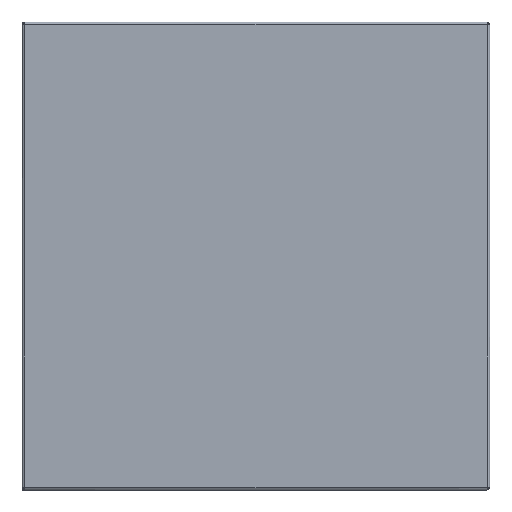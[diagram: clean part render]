
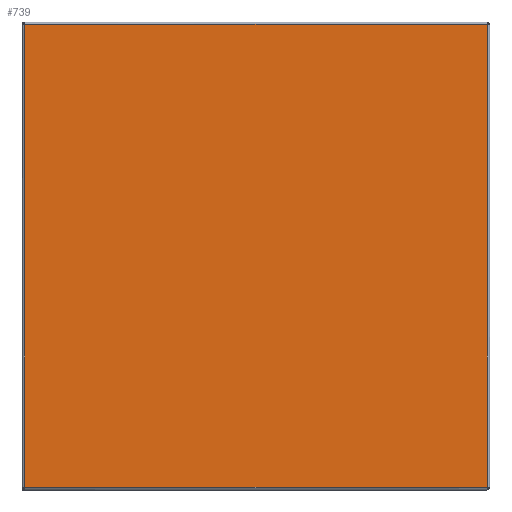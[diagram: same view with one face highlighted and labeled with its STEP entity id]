
A CAD part, top view. The second image highlights one B-rep face of the part: STEP entity #739.
In plain terms, the highlighted planar face has unit normal (0, 0, 1).
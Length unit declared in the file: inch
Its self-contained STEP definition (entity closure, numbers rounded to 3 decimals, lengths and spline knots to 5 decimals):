
#580 = LINE ( 'NONE', #2467, #12596 ) ;
#678 = DIRECTION ( 'NONE',  ( 0., 0., 1. ) ) ;
#739 = ADVANCED_FACE ( 'NONE', ( #2102 ), #4772, .T. ) ;
#884 = CARTESIAN_POINT ( 'NONE',  ( 5.08387, 0.10525, 0.074 ) ) ;
#1316 = EDGE_CURVE ( 'NONE', #11805, #7277, #580, .T. ) ;
#2102 = FACE_OUTER_BOUND ( 'NONE', #11618, .T. ) ;
#2467 = CARTESIAN_POINT ( 'NONE',  ( 15.04112, 20.01975, 0.074 ) ) ;
#3067 = ORIENTED_EDGE ( 'NONE', *, *, #12634, .T. ) ;
#4182 = VERTEX_POINT ( 'NONE', #5677 ) ;
#4772 = PLANE ( 'NONE',  #12246 ) ;
#4921 = DIRECTION ( 'NONE',  ( 0., 1., 0. ) ) ;
#5240 = VECTOR ( 'NONE', #4921, 39.37008 ) ;
#5471 = VERTEX_POINT ( 'NONE', #13348 ) ;
#5677 = CARTESIAN_POINT ( 'NONE',  ( 20.01975, 0.10525, 0.074 ) ) ;
#5841 = DIRECTION ( 'NONE',  ( 0., -1., 0. ) ) ;
#6358 = EDGE_CURVE ( 'NONE', #5471, #4182, #9031, .T. ) ;
#6896 = CARTESIAN_POINT ( 'NONE',  ( 10.0625, 10.0625, 0.074 ) ) ;
#6922 = EDGE_CURVE ( 'NONE', #4182, #11805, #8313, .T. ) ;
#7103 = DIRECTION ( 'NONE',  ( 1., 0., 0. ) ) ;
#7277 = VERTEX_POINT ( 'NONE', #10680 ) ;
#7907 = CARTESIAN_POINT ( 'NONE',  ( 0.10525, 15.04112, 0.074 ) ) ;
#7938 = DIRECTION ( 'NONE',  ( 1., 0., 0. ) ) ;
#8313 = LINE ( 'NONE', #11141, #5240 ) ;
#8674 = DIRECTION ( 'NONE',  ( -1., 0., 0. ) ) ;
#8682 = VECTOR ( 'NONE', #7103, 39.37008 ) ;
#8863 = ORIENTED_EDGE ( 'NONE', *, *, #1316, .T. ) ;
#9031 = LINE ( 'NONE', #884, #8682 ) ;
#9677 = CARTESIAN_POINT ( 'NONE',  ( 20.01975, 20.01975, 0.074 ) ) ;
#9694 = VECTOR ( 'NONE', #5841, 39.37008 ) ;
#10019 = LINE ( 'NONE', #7907, #9694 ) ;
#10680 = CARTESIAN_POINT ( 'NONE',  ( 0.10525, 20.01975, 0.074 ) ) ;
#11141 = CARTESIAN_POINT ( 'NONE',  ( 20.01975, 5.08387, 0.074 ) ) ;
#11263 = ORIENTED_EDGE ( 'NONE', *, *, #6358, .T. ) ;
#11529 = ORIENTED_EDGE ( 'NONE', *, *, #6922, .T. ) ;
#11618 = EDGE_LOOP ( 'NONE', ( #11529, #8863, #3067, #11263 ) ) ;
#11805 = VERTEX_POINT ( 'NONE', #9677 ) ;
#12246 = AXIS2_PLACEMENT_3D ( 'NONE', #6896, #678, #7938 ) ;
#12596 = VECTOR ( 'NONE', #8674, 39.37008 ) ;
#12634 = EDGE_CURVE ( 'NONE', #7277, #5471, #10019, .T. ) ;
#13348 = CARTESIAN_POINT ( 'NONE',  ( 0.10525, 0.10525, 0.074 ) ) ;
